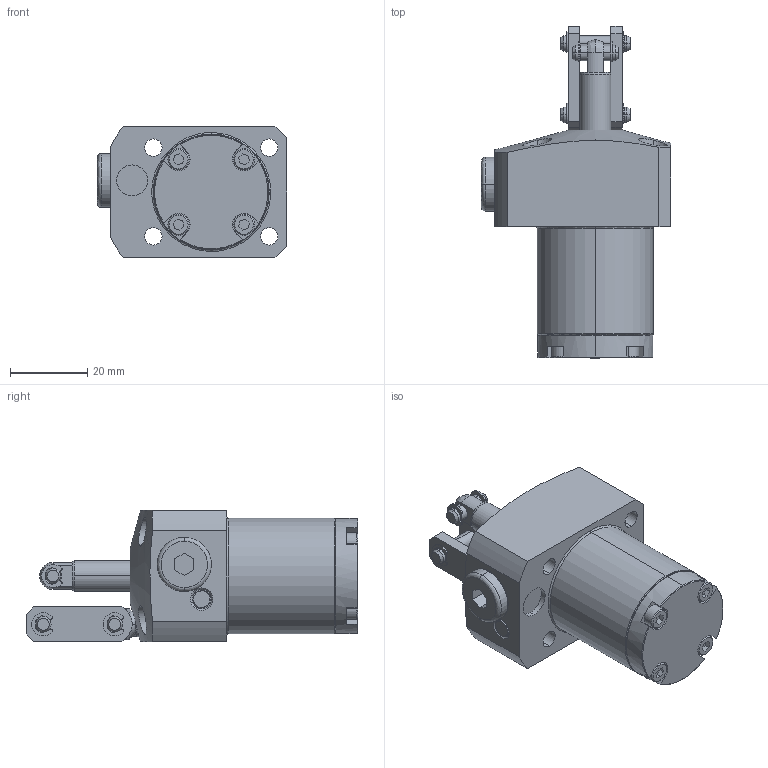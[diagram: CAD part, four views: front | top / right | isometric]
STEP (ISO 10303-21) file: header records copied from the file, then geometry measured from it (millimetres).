
FILE_DESCRIPTION (( 'STEP AP203' ), '1' );
FILE_NAME ('LM0300-CL.STEP', '2019-09-23T09:19:06', ( '微软用户' ), ( '微软中国' ), 'SwSTEP 2.0', 'SolidWorks 2012', '' );
FILE_SCHEMA (( 'CONFIG_CONTROL_DESIGN' ));
Length unit declared in the file: millimetre
Products named in the file (8): LM0300-CL; リンクプレート; ピン2; ピン１; ピストン; トメワ; JZG010-2; ボディL
Assembly tree (14 placements, depth 2):
  LM0300-CL
    ボディL
    JZG010-2
    トメワ  x6
    ピストン
    ピン１
    ピン2  x2
    リンクプレート  x2
Bounding box: 49 x 86 x 34 mm (x, y, z)
Volume: 58888.8 mm3; surface area: 16187.6 mm2
Topology: 14 solids, 14 shells, 458 faces, 1127 edges, 730 vertices
Faces by surface type: cylinder 206, plane 171, cone 61, bspline 20
Entity records: 11320 total; most frequent: CARTESIAN_POINT 2970, DIRECTION 1615, ORIENTED_EDGE 1468, EDGE_CURVE 734, AXIS2_PLACEMENT_3D 634, VERTEX_POINT 472, EDGE_LOOP 358, LINE 347
